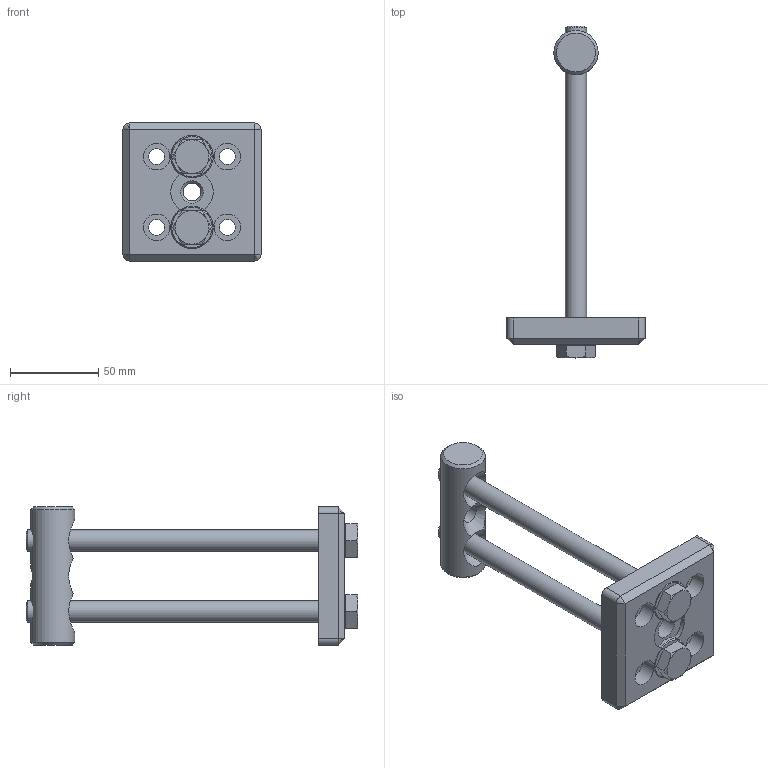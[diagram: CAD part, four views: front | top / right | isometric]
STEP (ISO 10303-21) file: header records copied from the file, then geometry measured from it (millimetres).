
FILE_DESCRIPTION(/* description */ ('Scheibe DIN 125 für M12 ZN'),/* implementation_level */ '2;1');
FILE_NAME(/* name */ 'SV6005V_A.stp',/* time_stamp */ '2015-11-27T11:51:49+01:00',/* author */ ('Marina Kaa'),/* organization */ (''),/* preprocessor_version */ 'ST-DEVELOPER v15.6',/* originating_system */ 'Autodesk Inventor 2015',/* authorisation */ '');
FILE_SCHEMA (('AUTOMOTIVE_DESIGN { 1 0 10303 214 3 1 1 }'));
Length unit declared in the file: millimetre
Products named in the file (5): DK0125120000; DK0931121800; ME1706003; ME2206003; SV6005V_A
Bounding box: 78 x 187.5 x 78 mm (x, y, z)
Volume: 150163 mm3; surface area: 45001.2 mm2
Topology: 6 solids, 6 shells, 97 faces, 207 edges, 125 vertices
Faces by surface type: plane 41, cylinder 31, cone 25
Full cylindrical faces by diameter (mm): 9 x4, 10.106 x3, 12 x2, 13 x5, 15 x4, 17.4 x2, 24 x2, 25 x1
Entity records: 2188 total; most frequent: CARTESIAN_POINT 560, DIRECTION 334, ORIENTED_EDGE 256, AXIS2_PLACEMENT_3D 145, EDGE_CURVE 128, EDGE_LOOP 126, VERTEX_POINT 94, FACE_OUTER_BOUND 73
